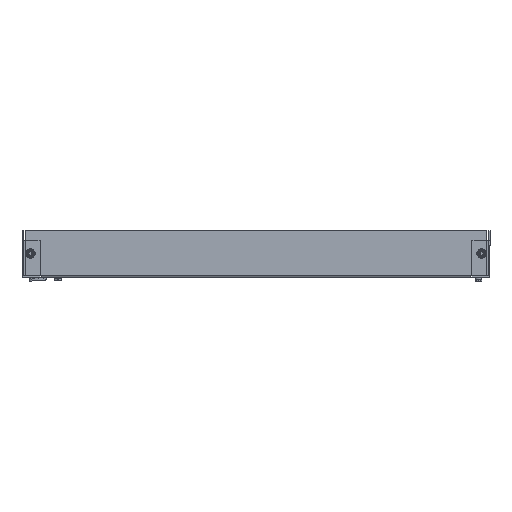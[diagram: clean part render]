
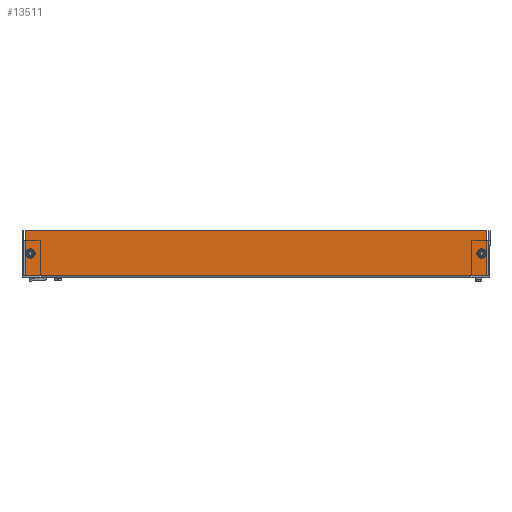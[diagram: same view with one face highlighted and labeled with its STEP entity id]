
A CAD part, front view. The second image highlights one B-rep face of the part: STEP entity #13511.
In plain terms, the highlighted face is planar.
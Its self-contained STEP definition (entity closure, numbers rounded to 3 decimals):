
#4300 = AXIS2_PLACEMENT_3D ( 'NONE', #4582, #4557, #4601 ) ;
#4557 = DIRECTION ( 'NONE',  ( 0., 0., 1. ) ) ;
#4573 = FACE_BOUND ( 'NONE', #32348, .T. ) ;
#4582 = CARTESIAN_POINT ( 'NONE',  ( -321., -33.75, 0. ) ) ;
#4584 = FACE_BOUND ( 'NONE', #32355, .T. ) ;
#4592 = FACE_OUTER_BOUND ( 'NONE', #32349, .T. ) ;
#4595 = PLANE ( 'NONE',  #4300 ) ;
#4601 = DIRECTION ( 'NONE',  ( 1., 0., 0. ) ) ;
#6823 = VECTOR ( 'NONE', #11702, 1000. ) ;
#6824 = VECTOR ( 'NONE', #11695, 1000. ) ;
#6825 = VECTOR ( 'NONE', #11679, 1000. ) ;
#6826 = VECTOR ( 'NONE', #11667, 1000. ) ;
#6827 = VECTOR ( 'NONE', #11687, 1000. ) ;
#6828 = VECTOR ( 'NONE', #11658, 1000. ) ;
#6829 = AXIS2_PLACEMENT_3D ( 'NONE', #11631, #11633, #11635 ) ;
#6830 = VECTOR ( 'NONE', #11640, 1000. ) ;
#6831 = AXIS2_PLACEMENT_3D ( 'NONE', #11619, #11622, #11624 ) ;
#6832 = CIRCLE ( 'NONE', #6829, 4.5 ) ;
#6833 = CIRCLE ( 'NONE', #6831, 4.5 ) ;
#6836 = VECTOR ( 'NONE', #11648, 1000. ) ;
#6849 = AXIS2_PLACEMENT_3D ( 'NONE', #11485, #11488, #11491 ) ;
#6854 = AXIS2_PLACEMENT_3D ( 'NONE', #11452, #11454, #11457 ) ;
#6856 = CIRCLE ( 'NONE', #6849, 4.5 ) ;
#6858 = CIRCLE ( 'NONE', #6854, 4.5 ) ;
#7344 = CARTESIAN_POINT ( 'NONE',  ( -333., 0.25, 0. ) ) ;
#7346 = CARTESIAN_POINT ( 'NONE',  ( 333., 0.25, 0. ) ) ;
#7347 = CARTESIAN_POINT ( 'NONE',  ( 342., 0.25, 0. ) ) ;
#7351 = CARTESIAN_POINT ( 'NONE',  ( -342., 0.25, 0. ) ) ;
#7355 = CARTESIAN_POINT ( 'NONE',  ( 321., 33.75, 0. ) ) ;
#7358 = CARTESIAN_POINT ( 'NONE',  ( 345., -33.75, 0. ) ) ;
#7359 = CARTESIAN_POINT ( 'NONE',  ( 321., 33.65, 0. ) ) ;
#7363 = CARTESIAN_POINT ( 'NONE',  ( -321., 33.65, 0. ) ) ;
#7366 = CARTESIAN_POINT ( 'NONE',  ( -345., -33.75, 0. ) ) ;
#7367 = CARTESIAN_POINT ( 'NONE',  ( 345., 33.75, 0. ) ) ;
#7368 = CARTESIAN_POINT ( 'NONE',  ( -345., 33.75, 0. ) ) ;
#7369 = CARTESIAN_POINT ( 'NONE',  ( -321., 33.75, 0. ) ) ;
#9189 = VERTEX_POINT ( 'NONE', #7344 ) ;
#9191 = VERTEX_POINT ( 'NONE', #7346 ) ;
#9192 = VERTEX_POINT ( 'NONE', #7347 ) ;
#9196 = VERTEX_POINT ( 'NONE', #7351 ) ;
#9200 = VERTEX_POINT ( 'NONE', #7355 ) ;
#9203 = VERTEX_POINT ( 'NONE', #7358 ) ;
#9204 = VERTEX_POINT ( 'NONE', #7359 ) ;
#9208 = VERTEX_POINT ( 'NONE', #7363 ) ;
#9211 = VERTEX_POINT ( 'NONE', #7366 ) ;
#9212 = VERTEX_POINT ( 'NONE', #7367 ) ;
#9213 = VERTEX_POINT ( 'NONE', #7368 ) ;
#9214 = VERTEX_POINT ( 'NONE', #7369 ) ;
#11452 = CARTESIAN_POINT ( 'NONE',  ( 337.5, 0.25, 0. ) ) ;
#11454 = DIRECTION ( 'NONE',  ( 0., 0., -1. ) ) ;
#11457 = DIRECTION ( 'NONE',  ( 1., 0., 0. ) ) ;
#11485 = CARTESIAN_POINT ( 'NONE',  ( -337.5, 0.25, 0. ) ) ;
#11488 = DIRECTION ( 'NONE',  ( 0., 0., -1. ) ) ;
#11491 = DIRECTION ( 'NONE',  ( 1., 0., 0. ) ) ;
#11612 = LINE ( 'NONE', #11616, #6830 ) ;
#11616 = CARTESIAN_POINT ( 'NONE',  ( -321., 33.65, 0. ) ) ;
#11619 = CARTESIAN_POINT ( 'NONE',  ( 337.5, 0.25, 0. ) ) ;
#11622 = DIRECTION ( 'NONE',  ( 0., 0., -1. ) ) ;
#11624 = DIRECTION ( 'NONE',  ( 1., 0., 0. ) ) ;
#11626 = LINE ( 'NONE', #11651, #6828 ) ;
#11628 = LINE ( 'NONE', #11642, #6836 ) ;
#11631 = CARTESIAN_POINT ( 'NONE',  ( -337.5, 0.25, 0. ) ) ;
#11633 = DIRECTION ( 'NONE',  ( 0., 0., -1. ) ) ;
#11635 = DIRECTION ( 'NONE',  ( 1., 0., 0. ) ) ;
#11637 = LINE ( 'NONE', #11682, #6827 ) ;
#11640 = DIRECTION ( 'NONE',  ( 1., 0., 0. ) ) ;
#11642 = CARTESIAN_POINT ( 'NONE',  ( 321., 33.75, 0. ) ) ;
#11646 = LINE ( 'NONE', #11689, #6824 ) ;
#11648 = DIRECTION ( 'NONE',  ( 0., -1., 0. ) ) ;
#11651 = CARTESIAN_POINT ( 'NONE',  ( 321., 33.75, 0. ) ) ;
#11658 = DIRECTION ( 'NONE',  ( -1., 0., 0. ) ) ;
#11661 = LINE ( 'NONE', #11664, #6826 ) ;
#11664 = CARTESIAN_POINT ( 'NONE',  ( 345., 33.75, 0. ) ) ;
#11667 = DIRECTION ( 'NONE',  ( 0., 1., 0. ) ) ;
#11670 = LINE ( 'NONE', #11676, #6825 ) ;
#11673 = LINE ( 'NONE', #11696, #6823 ) ;
#11676 = CARTESIAN_POINT ( 'NONE',  ( -321., -33.75, 0. ) ) ;
#11679 = DIRECTION ( 'NONE',  ( 1., 0., 0. ) ) ;
#11682 = CARTESIAN_POINT ( 'NONE',  ( -345., 33.75, 0. ) ) ;
#11687 = DIRECTION ( 'NONE',  ( 0., -1., 0. ) ) ;
#11689 = CARTESIAN_POINT ( 'NONE',  ( -321., 33.75, 0. ) ) ;
#11695 = DIRECTION ( 'NONE',  ( -1., 0., 0. ) ) ;
#11696 = CARTESIAN_POINT ( 'NONE',  ( -321., 33.75, 0. ) ) ;
#11702 = DIRECTION ( 'NONE',  ( 0., 1., 0. ) ) ;
#13511 = ADVANCED_FACE ( 'NONE', ( #4584, #4573, #4592 ), #4595, .F. ) ;
#16117 = EDGE_CURVE ( 'NONE', #9192, #9191, #6858, .T. ) ;
#16120 = EDGE_CURVE ( 'NONE', #9189, #9196, #6856, .T. ) ;
#16134 = EDGE_CURVE ( 'NONE', #9191, #9192, #6833, .T. ) ;
#16135 = EDGE_CURVE ( 'NONE', #9196, #9189, #6832, .T. ) ;
#16136 = EDGE_CURVE ( 'NONE', #9208, #9204, #11612, .T. ) ;
#16137 = EDGE_CURVE ( 'NONE', #9200, #9204, #11628, .T. ) ;
#16138 = EDGE_CURVE ( 'NONE', #9212, #9200, #11626, .T. ) ;
#16139 = EDGE_CURVE ( 'NONE', #9203, #9212, #11661, .T. ) ;
#16140 = EDGE_CURVE ( 'NONE', #9211, #9203, #11670, .T. ) ;
#16141 = EDGE_CURVE ( 'NONE', #9213, #9211, #11637, .T. ) ;
#16142 = EDGE_CURVE ( 'NONE', #9214, #9213, #11646, .T. ) ;
#16143 = EDGE_CURVE ( 'NONE', #9208, #9214, #11673, .T. ) ;
#22797 = ORIENTED_EDGE ( 'NONE', *, *, #16143, .F. ) ;
#22798 = ORIENTED_EDGE ( 'NONE', *, *, #16142, .F. ) ;
#22799 = ORIENTED_EDGE ( 'NONE', *, *, #16141, .F. ) ;
#22800 = ORIENTED_EDGE ( 'NONE', *, *, #16140, .F. ) ;
#22801 = ORIENTED_EDGE ( 'NONE', *, *, #16139, .F. ) ;
#22802 = ORIENTED_EDGE ( 'NONE', *, *, #16138, .F. ) ;
#22803 = ORIENTED_EDGE ( 'NONE', *, *, #16137, .F. ) ;
#22804 = ORIENTED_EDGE ( 'NONE', *, *, #16136, .T. ) ;
#22805 = ORIENTED_EDGE ( 'NONE', *, *, #16135, .F. ) ;
#22806 = ORIENTED_EDGE ( 'NONE', *, *, #16120, .F. ) ;
#22807 = ORIENTED_EDGE ( 'NONE', *, *, #16134, .F. ) ;
#22808 = ORIENTED_EDGE ( 'NONE', *, *, #16117, .F. ) ;
#32348 = EDGE_LOOP ( 'NONE', ( #22806, #22805 ) ) ;
#32349 = EDGE_LOOP ( 'NONE', ( #22804, #22803, #22802, #22801, #22800, #22799, #22798, #22797 ) ) ;
#32355 = EDGE_LOOP ( 'NONE', ( #22808, #22807 ) ) ;
